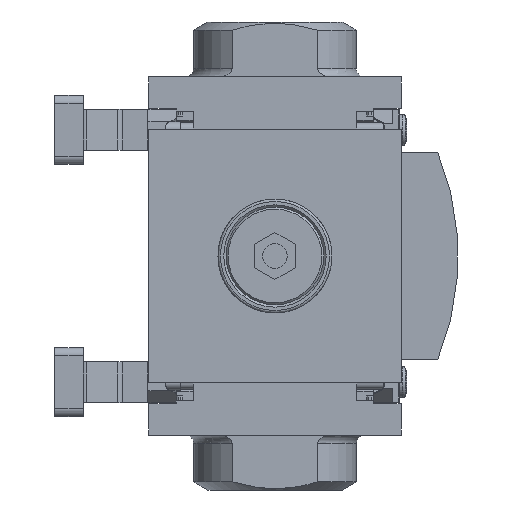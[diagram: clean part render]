
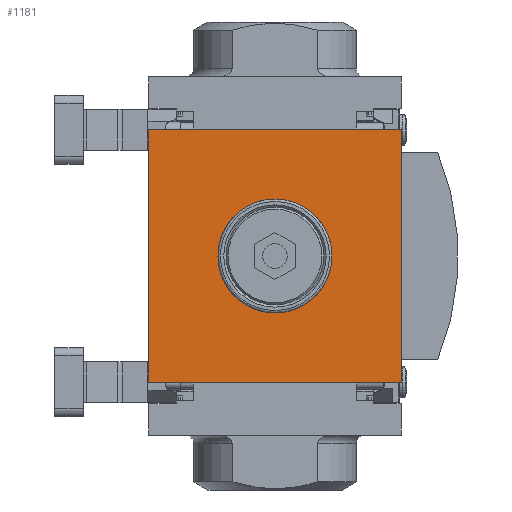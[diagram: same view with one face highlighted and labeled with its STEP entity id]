
A CAD part, front view. The second image highlights one B-rep face of the part: STEP entity #1181.
In plain terms, the highlighted planar face has unit normal (0, -1, 0).
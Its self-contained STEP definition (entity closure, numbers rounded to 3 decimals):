
#1181 = ADVANCED_FACE( '', ( #2993, #2994 ), #2995, .F. );
#2993 = FACE_BOUND( '', #5572, .T. );
#2994 = FACE_OUTER_BOUND( '', #5573, .T. );
#2995 = PLANE( '', #5574 );
#5572 = EDGE_LOOP( '', ( #8855 ) );
#5573 = EDGE_LOOP( '', ( #8856, #8857, #8858, #8859 ) );
#5574 = AXIS2_PLACEMENT_3D( '', #8860, #8861, #8862 );
#8855 = ORIENTED_EDGE( '', *, *, #15509, .F. );
#8856 = ORIENTED_EDGE( '', *, *, #16046, .F. );
#8857 = ORIENTED_EDGE( '', *, *, #16047, .F. );
#8858 = ORIENTED_EDGE( '', *, *, #16048, .F. );
#8859 = ORIENTED_EDGE( '', *, *, #16049, .F. );
#8860 = CARTESIAN_POINT( '', ( 0., -45., 0. ) );
#8861 = DIRECTION( '', ( 0., 1., 0. ) );
#8862 = DIRECTION( '', ( 0., 0., 1. ) );
#15509 = EDGE_CURVE( '', #18596, #18596, #18597, .T. );
#16046 = EDGE_CURVE( '', #19553, #19554, #19555, .T. );
#16047 = EDGE_CURVE( '', #19556, #19553, #19557, .T. );
#16048 = EDGE_CURVE( '', #19558, #19556, #19559, .T. );
#16049 = EDGE_CURVE( '', #19554, #19558, #19560, .T. );
#18596 = VERTEX_POINT( '', #23115 );
#18597 = CIRCLE( '', #23116, 10.478 );
#19553 = VERTEX_POINT( '', #25341 );
#19554 = VERTEX_POINT( '', #25342 );
#19555 = LINE( '', #25343, #25344 );
#19556 = VERTEX_POINT( '', #25345 );
#19557 = LINE( '', #25346, #25347 );
#19558 = VERTEX_POINT( '', #25348 );
#19559 = LINE( '', #25349, #25350 );
#19560 = LINE( '', #25351, #25352 );
#23115 = CARTESIAN_POINT( '', ( 0., -45., -10.478 ) );
#23116 = AXIS2_PLACEMENT_3D( '', #31247, #31248, #31249 );
#25341 = CARTESIAN_POINT( '', ( -31., -45., -31. ) );
#25342 = CARTESIAN_POINT( '', ( -31., -45., 31. ) );
#25343 = CARTESIAN_POINT( '', ( -31., -45., -31. ) );
#25344 = VECTOR( '', #31840, 1000. );
#25345 = CARTESIAN_POINT( '', ( 31., -45., -31. ) );
#25346 = CARTESIAN_POINT( '', ( 31., -45., -31. ) );
#25347 = VECTOR( '', #31841, 1000. );
#25348 = CARTESIAN_POINT( '', ( 31., -45., 31. ) );
#25349 = CARTESIAN_POINT( '', ( 31., -45., 31. ) );
#25350 = VECTOR( '', #31842, 1000. );
#25351 = CARTESIAN_POINT( '', ( -31., -45., 31. ) );
#25352 = VECTOR( '', #31843, 1000. );
#31247 = CARTESIAN_POINT( '', ( 0., -45., 0. ) );
#31248 = DIRECTION( '', ( 0., -1., 0. ) );
#31249 = DIRECTION( '', ( 0., 0., -1. ) );
#31840 = DIRECTION( '', ( 0., 0., 1. ) );
#31841 = DIRECTION( '', ( -1., 0., 0. ) );
#31842 = DIRECTION( '', ( 0., 0., -1. ) );
#31843 = DIRECTION( '', ( 1., 0., 0. ) );
